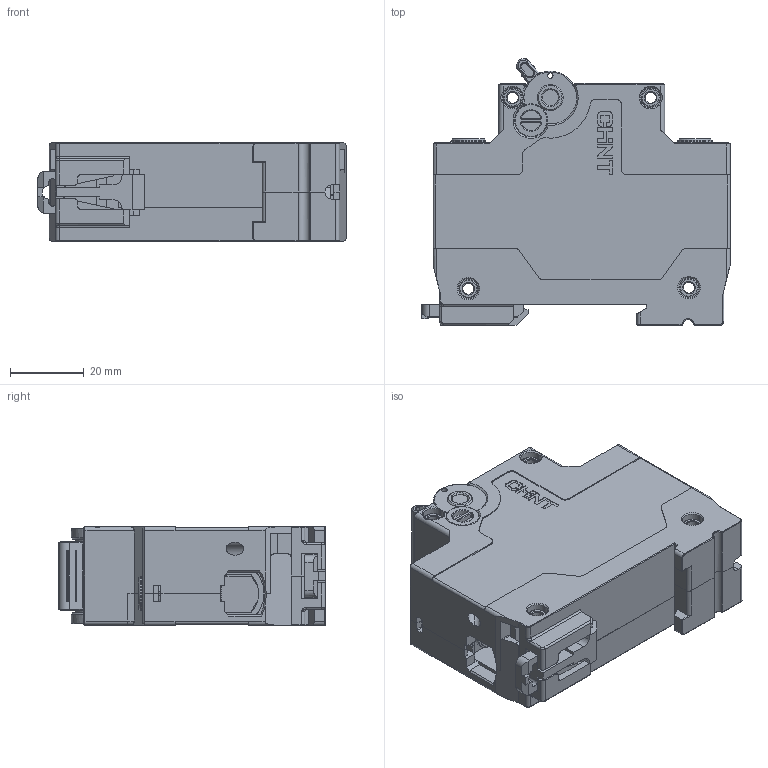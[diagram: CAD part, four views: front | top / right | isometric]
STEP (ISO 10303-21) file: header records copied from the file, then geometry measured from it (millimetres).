
FILE_DESCRIPTION((''),'2;1');
FILE_NAME('NXB-125_1P_ASM','2023-07-12T17:00:59',('liqj'),(''),'CREO PARAMETRIC BY PTC INC, 2020044','CREO PARAMETRIC BY PTC INC, 2020044','');
FILE_SCHEMA(('CONFIG_CONTROL_DESIGN','SHAPE_APPEARANCE_LAYERS_GROUPS'));
Products named in the file (1): NXB-125_1P_ASM
Bounding box: 83.55 x 72.19 x 26.8 mm (x, y, z)
Surface area: 55172.2 mm2 (no closed solid volume)
Topology: 0 solids, 111 shells, 2522 faces, 7857 edges, 5421 vertices
Faces by surface type: plane 1265, cylinder 757, torus 163, bspline 158, cone 97, sphere 68, extrusion 14
Entity records: 123389 total; most frequent: CARTESIAN_POINT 28627, ORIENTED_EDGE 14066, DIRECTION 13544, PRESENTATION_STYLE_ASSIGNMENT 8240, STYLED_ITEM 7918, CURVE_STYLE 7807, EDGE_CURVE 7805, VERTEX_POINT 5421
